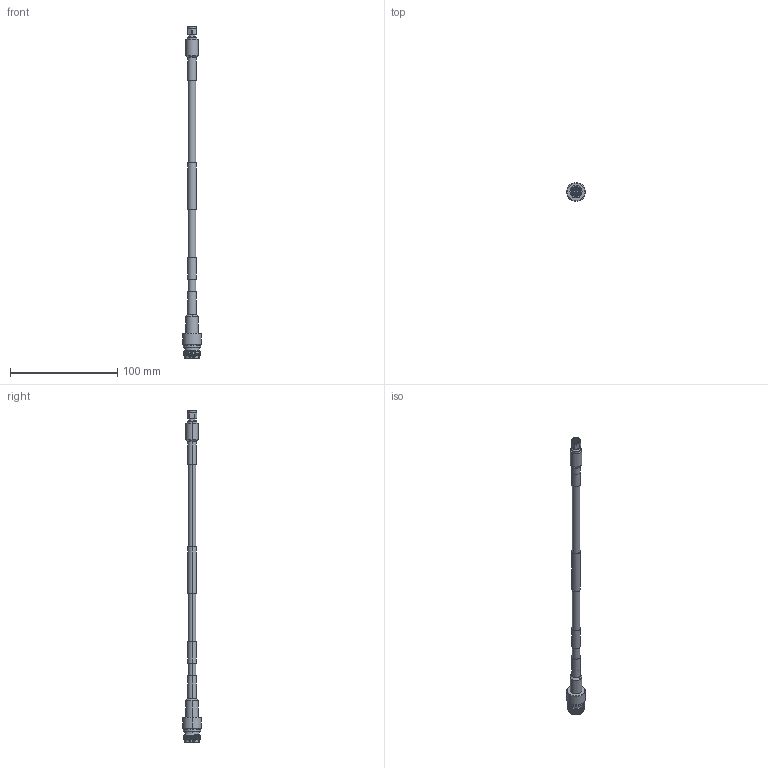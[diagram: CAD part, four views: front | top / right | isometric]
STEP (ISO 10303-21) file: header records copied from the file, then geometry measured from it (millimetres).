
FILE_DESCRIPTION (( 'STEP AP214' ), '1' );
FILE_NAME ('FMCA1885_3D.step', '2025-07-24T23:32:26', ( '' ), ( '' ), 'SwSTEP 2.0', 'SolidWorks 2022', '' );
FILE_SCHEMA (( 'AUTOMOTIVE_DESIGN' ));
Length unit declared in the file: inch
Products named in the file (5): TC-SPP250-SM-LP_3D^FMCA1885; Coax Cable^FMCA1885; TC-250-NF-LP_3D^FMCA1885; FMCA1885_3D; Heat Shrink^FMCA1885
Assembly tree (5 placements, depth 2):
  FMCA1885_3D
    Coax Cable^FMCA1885
    Heat Shrink^FMCA1885  x2
    TC-SPP250-SM-LP_3D^FMCA1885
    TC-250-NF-LP_3D^FMCA1885
Bounding box: 17.51 x 17.51 x 309.42 mm (x, y, z)
Volume: 20796.5 mm3; surface area: 11775 mm2
Topology: 5 solids, 5 shells, 230 faces, 538 edges, 331 vertices
Faces by surface type: cylinder 113, cone 58, plane 47, bspline 12
Entity records: 9695 total; most frequent: CARTESIAN_POINT 4578, ORIENTED_EDGE 1040, DIRECTION 1027, EDGE_CURVE 520, AXIS2_PLACEMENT_3D 421, VERTEX_POINT 319, EDGE_LOOP 241, ADVANCED_FACE 222
